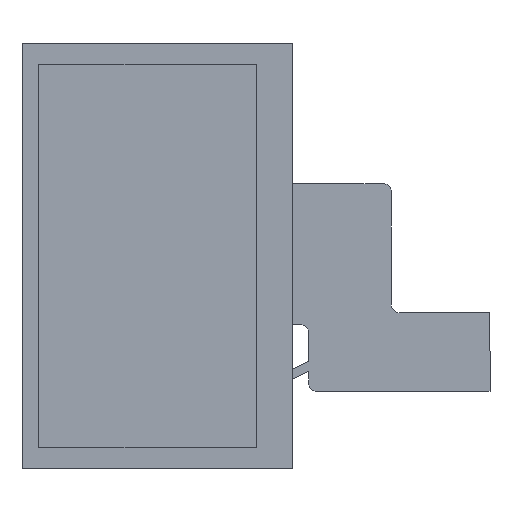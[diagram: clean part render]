
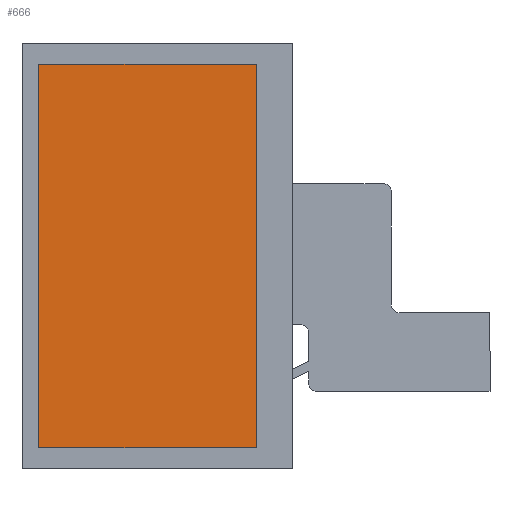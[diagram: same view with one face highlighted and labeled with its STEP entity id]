
A CAD part, top view. The second image highlights one B-rep face of the part: STEP entity #666.
In plain terms, the highlighted planar face has unit normal (0, 0, 1).
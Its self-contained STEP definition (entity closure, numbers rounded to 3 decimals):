
#66=FACE_OUTER_BOUND('',#104,.T.);
#104=EDGE_LOOP('',(#504,#505,#506,#507));
#152=LINE('',#1083,#234);
#155=LINE('',#1089,#237);
#158=LINE('',#1095,#240);
#161=LINE('',#1099,#243);
#234=VECTOR('',#893,10.);
#237=VECTOR('',#898,10.);
#240=VECTOR('',#903,10.);
#243=VECTOR('',#908,10.);
#308=VERTEX_POINT('',#1080);
#309=VERTEX_POINT('',#1082);
#311=VERTEX_POINT('',#1088);
#313=VERTEX_POINT('',#1094);
#376=EDGE_CURVE('',#309,#308,#152,.T.);
#379=EDGE_CURVE('',#311,#309,#155,.T.);
#382=EDGE_CURVE('',#313,#311,#158,.T.);
#385=EDGE_CURVE('',#308,#313,#161,.T.);
#504=ORIENTED_EDGE('',*,*,#385,.T.);
#505=ORIENTED_EDGE('',*,*,#382,.T.);
#506=ORIENTED_EDGE('',*,*,#379,.T.);
#507=ORIENTED_EDGE('',*,*,#376,.T.);
#634=PLANE('',#805);
#666=ADVANCED_FACE('',(#66),#634,.T.);
#805=AXIS2_PLACEMENT_3D('',#1100,#909,#910);
#893=DIRECTION('',(0.,1.,0.));
#898=DIRECTION('',(1.,0.,0.));
#903=DIRECTION('',(0.,-1.,0.));
#908=DIRECTION('',(-1.,0.,0.));
#909=DIRECTION('center_axis',(0.,0.,1.));
#910=DIRECTION('ref_axis',(1.,0.,0.));
#1080=CARTESIAN_POINT('',(26.93,47.52,2.9));
#1082=CARTESIAN_POINT('',(26.93,-47.52,2.9));
#1083=CARTESIAN_POINT('',(26.93,-47.52,2.9));
#1088=CARTESIAN_POINT('',(-26.93,-47.52,2.9));
#1089=CARTESIAN_POINT('',(-26.93,-47.52,2.9));
#1094=CARTESIAN_POINT('',(-26.93,47.52,2.9));
#1095=CARTESIAN_POINT('',(-26.93,47.52,2.9));
#1099=CARTESIAN_POINT('',(26.93,47.52,2.9));
#1100=CARTESIAN_POINT('Origin',(0.,0.,2.9));
